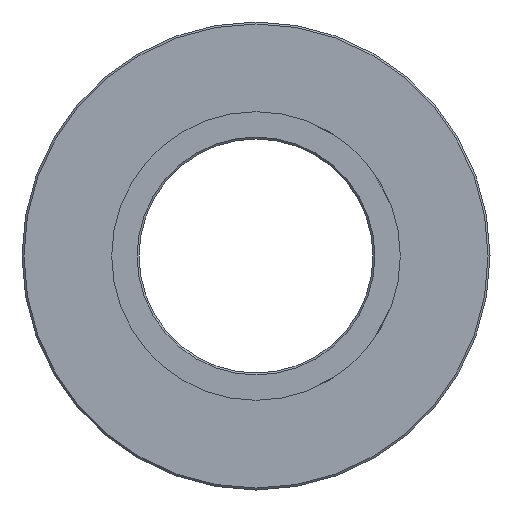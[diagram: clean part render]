
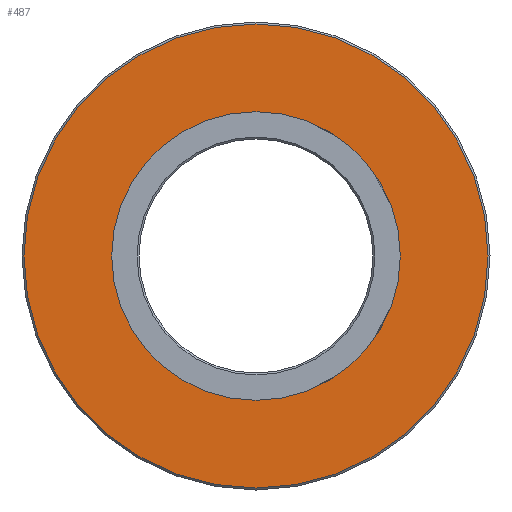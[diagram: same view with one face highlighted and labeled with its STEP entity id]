
A CAD part, left-side view. The second image highlights one B-rep face of the part: STEP entity #487.
In plain terms, the highlighted planar face has unit normal (-1, 0, 0).
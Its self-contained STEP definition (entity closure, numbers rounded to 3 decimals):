
#56=PLANE($,#535);
#96=FACE_BOUND($,#182,.T.);
#97=FACE_BOUND($,#183,.T.);
#182=EDGE_LOOP($,(#387));
#183=EDGE_LOOP($,(#388));
#236=CIRCLE($,#534,59.5);
#237=CIRCLE($,#536,37.);
#275=VERTEX_POINT($,#1050);
#276=VERTEX_POINT($,#1053);
#322=EDGE_CURVE($,#275,#275,#236,.T.);
#323=EDGE_CURVE($,#276,#276,#237,.T.);
#387=ORIENTED_EDGE($,*,*,#323,.T.);
#388=ORIENTED_EDGE($,*,*,#322,.F.);
#487=ADVANCED_FACE($,(#96,#97),#56,.T.);
#534=AXIS2_PLACEMENT_3D($,#1051,#626,#627);
#535=AXIS2_PLACEMENT_3D($,#1052,#628,#629);
#536=AXIS2_PLACEMENT_3D($,#1054,#630,#631);
#626=DIRECTION('center_axis',(1.,0.,0.));
#627=DIRECTION('ref_axis',(0.,-1.,0.));
#628=DIRECTION('center_axis',(-1.,0.,0.));
#629=DIRECTION('ref_axis',(0.,0.,1.));
#630=DIRECTION('center_axis',(1.,0.,0.));
#631=DIRECTION('ref_axis',(0.,0.,-1.));
#1050=CARTESIAN_POINT('',(0.,59.5,0.));
#1051=CARTESIAN_POINT('Origin',(0.,0.,0.));
#1052=CARTESIAN_POINT('Origin',(0.,48.5,0.));
#1053=CARTESIAN_POINT('',(0.,0.,
37.));
#1054=CARTESIAN_POINT('Origin',(0.,0.,0.));
